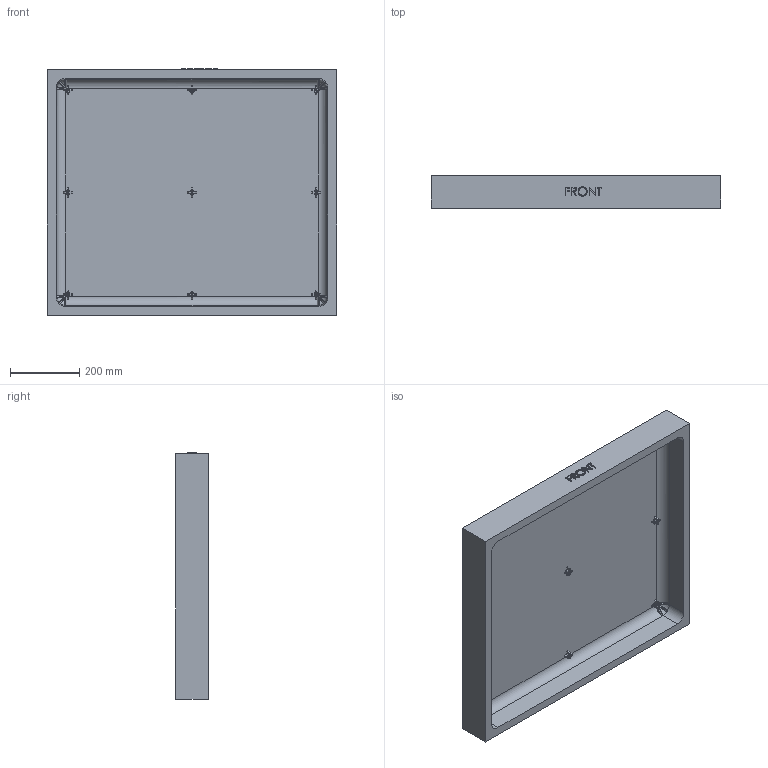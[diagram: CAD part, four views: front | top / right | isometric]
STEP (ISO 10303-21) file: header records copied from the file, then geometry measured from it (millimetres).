
FILE_DESCRIPTION (( 'STEP AP203' ), '1' );
FILE_NAME ('1690 OEM TOP.STEP', '2007-03-09T21:29:24', ( ' ' ), ( ' ' ), 'SwSTEP 2.0', 'SolidWorks 2006233', '' );
FILE_SCHEMA (( 'CONFIG_CONTROL_DESIGN' ));
Products named in the file (1): 1690 OEM TOP
Bounding box: 835.91 x 95 x 711.45 mm (x, y, z)
Volume: 14445518.8 mm3; surface area: 1686570.8 mm2
Topology: 1 solids, 1 shells, 1238 faces, 2882 edges, 1522 vertices
Faces by surface type: bspline 379, cylinder 310, plane 225, sphere 148, torus 104, cone 72
Entity records: 40789 total; most frequent: CARTESIAN_POINT 16370, ORIENTED_EDGE 5480, DIRECTION 4736, EDGE_CURVE 2740, AXIS2_PLACEMENT_3D 1954, VERTEX_POINT 1522, EDGE_LOOP 1256, ADVANCED_FACE 1238
